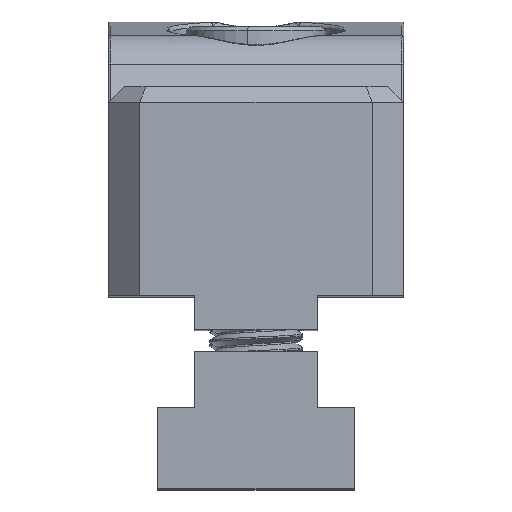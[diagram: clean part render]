
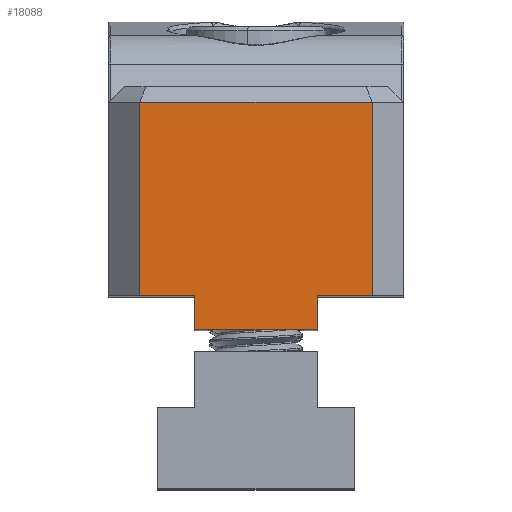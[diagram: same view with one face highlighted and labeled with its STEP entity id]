
A CAD part, top view. The second image highlights one B-rep face of the part: STEP entity #18088.
In plain terms, the highlighted planar face has unit normal (0, 0, 1).
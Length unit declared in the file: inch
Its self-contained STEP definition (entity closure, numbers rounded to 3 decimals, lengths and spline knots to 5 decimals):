
#216 = VERTEX_POINT ( 'NONE', #19104 ) ;
#841 = ORIENTED_EDGE ( 'NONE', *, *, #8167, .T. ) ;
#895 = EDGE_CURVE ( 'NONE', #16986, #9881, #1632, .T. ) ;
#1632 = LINE ( 'NONE', #14361, #13503 ) ;
#1982 = CARTESIAN_POINT ( 'NONE',  ( 0.59127, 1.06299, 1.875 ) ) ;
#1985 = LINE ( 'NONE', #1982, #13832 ) ;
#2253 = PLANE ( 'NONE',  #17369 ) ;
#2419 = CARTESIAN_POINT ( 'NONE',  ( 0.3115, -0.17201, 1.875 ) ) ;
#2489 = DIRECTION ( 'NONE',  ( -1., 0., 0. ) ) ;
#2560 = ORIENTED_EDGE ( 'NONE', *, *, #19718, .F. ) ;
#2592 = CARTESIAN_POINT ( 'NONE',  ( 0.3115, -0.17201, 1.875 ) ) ;
#2634 = CARTESIAN_POINT ( 'NONE',  ( 0.59127, 0.98299, 1.875 ) ) ;
#2850 = VERTEX_POINT ( 'NONE', #2634 ) ;
#2886 = LINE ( 'NONE', #12311, #15726 ) ;
#2931 = EDGE_CURVE ( 'NONE', #2850, #16986, #19260, .T. ) ;
#3013 = VECTOR ( 'NONE', #6758, 39.37008 ) ;
#3041 = DIRECTION ( 'NONE',  ( 0., -1., 0. ) ) ;
#3765 = VECTOR ( 'NONE', #2489, 39.37008 ) ;
#4051 = ORIENTED_EDGE ( 'NONE', *, *, #895, .T. ) ;
#4144 = EDGE_LOOP ( 'NONE', ( #841, #7896, #4051, #2560, #10953, #17153, #12083, #16121 ) ) ;
#4427 = VERTEX_POINT ( 'NONE', #13350 ) ;
#4820 = CARTESIAN_POINT ( 'NONE',  ( 0.59127, 0., 1.875 ) ) ;
#5187 = CARTESIAN_POINT ( 'NONE',  ( -0.3115, 0., 1.875 ) ) ;
#6083 = EDGE_CURVE ( 'NONE', #216, #4427, #14616, .T. ) ;
#6697 = CARTESIAN_POINT ( 'NONE',  ( -0.59127, 0.98299, 1.875 ) ) ;
#6758 = DIRECTION ( 'NONE',  ( -1., 0., 0. ) ) ;
#6833 = VECTOR ( 'NONE', #3041, 39.37008 ) ;
#7640 = DIRECTION ( 'NONE',  ( -1., 0., 0. ) ) ;
#7727 = CARTESIAN_POINT ( 'NONE',  ( 0.3115, 0., 1.875 ) ) ;
#7896 = ORIENTED_EDGE ( 'NONE', *, *, #2931, .T. ) ;
#8167 = EDGE_CURVE ( 'NONE', #17265, #2850, #1985, .T. ) ;
#8496 = EDGE_CURVE ( 'NONE', #13054, #19897, #15021, .T. ) ;
#8708 = DIRECTION ( 'NONE',  ( 0., 0., -1. ) ) ;
#9611 = DIRECTION ( 'NONE',  ( 0., 1., 0. ) ) ;
#9674 = DIRECTION ( 'NONE',  ( 0., 1., 0. ) ) ;
#9881 = VERTEX_POINT ( 'NONE', #18785 ) ;
#10953 = ORIENTED_EDGE ( 'NONE', *, *, #6083, .F. ) ;
#11306 = CARTESIAN_POINT ( 'NONE',  ( -0.3115, -0.17201, 1.875 ) ) ;
#11559 = LINE ( 'NONE', #2419, #3765 ) ;
#12083 = ORIENTED_EDGE ( 'NONE', *, *, #8496, .F. ) ;
#12283 = FACE_OUTER_BOUND ( 'NONE', #4144, .T. ) ;
#12311 = CARTESIAN_POINT ( 'NONE',  ( 0.74875, 0., 1.875 ) ) ;
#12817 = DIRECTION ( 'NONE',  ( 0., -1., 0. ) ) ;
#13054 = VERTEX_POINT ( 'NONE', #19045 ) ;
#13350 = CARTESIAN_POINT ( 'NONE',  ( -0.3115, 0., 1.875 ) ) ;
#13503 = VECTOR ( 'NONE', #12817, 39.37008 ) ;
#13832 = VECTOR ( 'NONE', #9674, 39.37008 ) ;
#14361 = CARTESIAN_POINT ( 'NONE',  ( -0.59127, 0., 1.875 ) ) ;
#14616 = LINE ( 'NONE', #11306, #18684 ) ;
#14823 = EDGE_CURVE ( 'NONE', #17265, #13054, #2886, .T. ) ;
#15021 = LINE ( 'NONE', #7727, #6833 ) ;
#15149 = VECTOR ( 'NONE', #15206, 39.37008 ) ;
#15206 = DIRECTION ( 'NONE',  ( -1., 0., 0. ) ) ;
#15726 = VECTOR ( 'NONE', #7640, 39.37008 ) ;
#15845 = LINE ( 'NONE', #5187, #3013 ) ;
#16121 = ORIENTED_EDGE ( 'NONE', *, *, #14823, .F. ) ;
#16986 = VERTEX_POINT ( 'NONE', #6697 ) ;
#17153 = ORIENTED_EDGE ( 'NONE', *, *, #19334, .F. ) ;
#17265 = VERTEX_POINT ( 'NONE', #4820 ) ;
#17369 = AXIS2_PLACEMENT_3D ( 'NONE', #17914, #8708, #19463 ) ;
#17914 = CARTESIAN_POINT ( 'NONE',  ( 0., 0., 1.875 ) ) ;
#18088 = ADVANCED_FACE ( 'NONE', ( #12283 ), #2253, .F. ) ;
#18291 = CARTESIAN_POINT ( 'NONE',  ( -0.59127, 0.98299, 1.875 ) ) ;
#18684 = VECTOR ( 'NONE', #9611, 39.37008 ) ;
#18785 = CARTESIAN_POINT ( 'NONE',  ( -0.59127, 0., 1.875 ) ) ;
#19045 = CARTESIAN_POINT ( 'NONE',  ( 0.3115, 0., 1.875 ) ) ;
#19104 = CARTESIAN_POINT ( 'NONE',  ( -0.3115, -0.17201, 1.875 ) ) ;
#19260 = LINE ( 'NONE', #18291, #15149 ) ;
#19334 = EDGE_CURVE ( 'NONE', #19897, #216, #11559, .T. ) ;
#19463 = DIRECTION ( 'NONE',  ( -1., 0., 0. ) ) ;
#19718 = EDGE_CURVE ( 'NONE', #4427, #9881, #15845, .T. ) ;
#19897 = VERTEX_POINT ( 'NONE', #2592 ) ;
